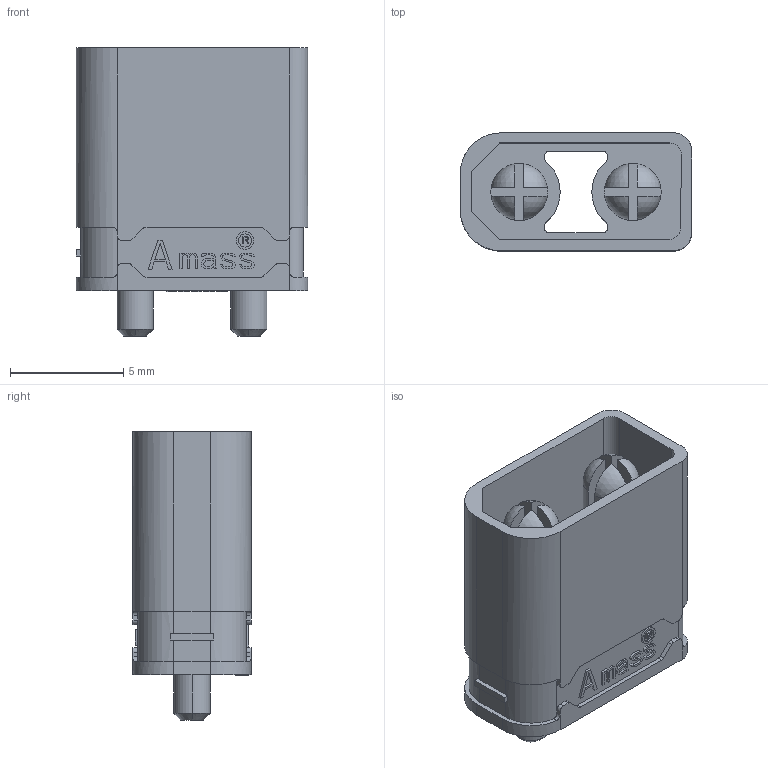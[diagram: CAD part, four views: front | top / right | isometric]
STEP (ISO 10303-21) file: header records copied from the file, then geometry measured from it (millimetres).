
FILE_DESCRIPTION (( 'STEP AP214' ), '1' );
FILE_NAME ('CONN-TH_XT30UPB-M.step', '2024-03-15T11:45:37', ( '' ), ( '' ), 'SwSTEP 2.0', 'SolidWorks 2022', '' );
FILE_SCHEMA (( 'AUTOMOTIVE_DESIGN' ));
Length unit declared in the file: millimetre
Products named in the file (5): 3D_PCB1_2024-03-15 (1).step; CONN-TH_XT30UPB-M; SOLID.step; CN1.step; CONN-TH_XT30UPB-M.step
Assembly tree (4 placements, depth 5):
  CONN-TH_XT30UPB-M
    3D_PCB1_2024-03-15 (1).step
      CN1.step
        CONN-TH_XT30UPB-M.step
          SOLID.step
Bounding box: 10.2 x 5.2 x 12.7 mm (x, y, z)
Volume: 281.5 mm3; surface area: 843.6 mm2
Topology: 1 solids, 1 shells, 741 faces, 2083 edges, 1382 vertices
Faces by surface type: plane 652, cylinder 73, cone 8, sphere 8
Entity records: 25381 total; most frequent: CARTESIAN_POINT 4296, ORIENTED_EDGE 4166, DIRECTION 3747, EDGE_CURVE 2083, LINE 1889, VECTOR 1889, VERTEX_POINT 1382, AXIS2_PLACEMENT_3D 929
